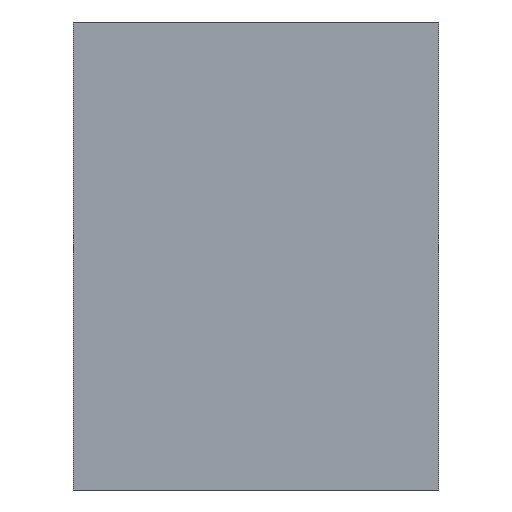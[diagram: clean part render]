
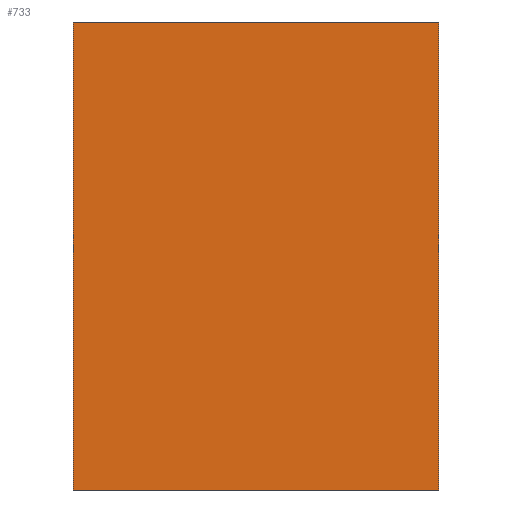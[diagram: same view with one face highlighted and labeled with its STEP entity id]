
A CAD part, left-side view. The second image highlights one B-rep face of the part: STEP entity #733.
In plain terms, the highlighted face is planar.
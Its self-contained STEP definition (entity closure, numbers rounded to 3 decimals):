
#733=ADVANCED_FACE('',(#1336),#1338,.T.);
#1336=FACE_BOUND('',#1337,.T.);
#1337=EDGE_LOOP('',(#1813,#1814,#1815,#1816));
#1338=PLANE('',#1339);
#1339=AXIS2_PLACEMENT_3D('',#1340,#1341,#1342);
#1340=CARTESIAN_POINT('',(0.,8.,0.));
#1341=DIRECTION('',(0.,1.,0.));
#1342=DIRECTION('',(0.,0.,-1.));
#1813=ORIENTED_EDGE('',*,*,#2004,.T.);
#1814=ORIENTED_EDGE('',*,*,#2002,.T.);
#1815=ORIENTED_EDGE('',*,*,#2000,.T.);
#1816=ORIENTED_EDGE('',*,*,#1998,.T.);
#1998=EDGE_CURVE('',#2251,#2249,#2252,.T.);
#2000=EDGE_CURVE('',#2254,#2251,#2255,.T.);
#2002=EDGE_CURVE('',#2257,#2254,#2258,.T.);
#2004=EDGE_CURVE('',#2249,#2257,#2260,.T.);
#2249=VERTEX_POINT('',#2805);
#2251=VERTEX_POINT('',#2809);
#2252=LINE('',#2810,#2811);
#2254=VERTEX_POINT('',#2816);
#2255=LINE('',#2817,#2818);
#2257=VERTEX_POINT('',#2823);
#2258=LINE('',#2824,#2825);
#2260=LINE('',#2830,#2831);
#2805=CARTESIAN_POINT('',(-55.,8.,-43.));
#2809=CARTESIAN_POINT('',(55.,8.,-43.));
#2810=CARTESIAN_POINT('',(55.,8.,-43.));
#2811=VECTOR('',#2812,1.);
#2812=DIRECTION('',(-1.,0.,0.));
#2816=CARTESIAN_POINT('',(55.,8.,43.));
#2817=CARTESIAN_POINT('',(55.,8.,43.));
#2818=VECTOR('',#2819,1.);
#2819=DIRECTION('',(0.,0.,-1.));
#2823=CARTESIAN_POINT('',(-55.,8.,43.));
#2824=CARTESIAN_POINT('',(-55.,8.,43.));
#2825=VECTOR('',#2826,1.);
#2826=DIRECTION('',(1.,0.,0.));
#2830=CARTESIAN_POINT('',(-55.,8.,-43.));
#2831=VECTOR('',#2832,1.);
#2832=DIRECTION('',(0.,0.,1.));
